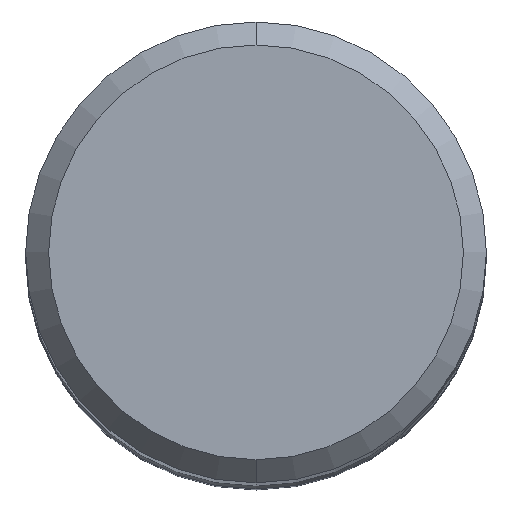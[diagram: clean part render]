
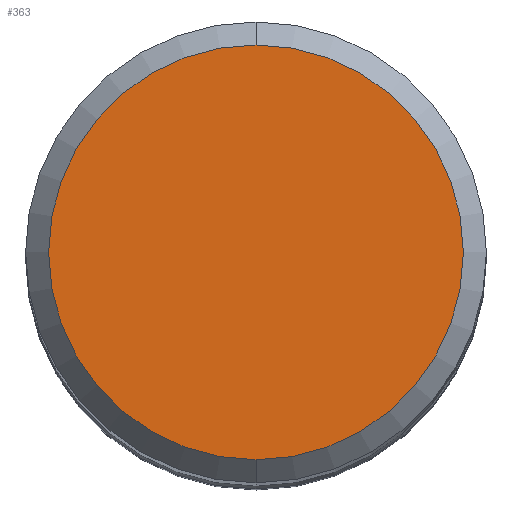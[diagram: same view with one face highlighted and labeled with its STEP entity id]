
A CAD part, top view. The second image highlights one B-rep face of the part: STEP entity #363.
In plain terms, the highlighted planar face has unit normal (0, 0, 1).
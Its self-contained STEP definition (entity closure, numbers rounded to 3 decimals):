
#207=VERTEX_POINT('',#531);
#229=EDGE_CURVE('',#207,#257,#556,.T.);
#257=VERTEX_POINT('',#587);
#363=ADVANCED_FACE('',(#702),#703,.T.);
#473=EDGE_CURVE('',#257,#207,#827,.T.);
#531=CARTESIAN_POINT('',(0.0,5.4,0.0));
#556=CIRCLE('',#959,5.4);
#587=CARTESIAN_POINT('',(0.,-5.4,0.0));
#702=FACE_OUTER_BOUND('',#1288,.T.);
#703=PLANE('',#1289);
#827=CIRCLE('',#1537,5.4);
#959=AXIS2_PLACEMENT_3D('',#1625,#1626,#1627);
#1288=EDGE_LOOP('',(#1793,#1794));
#1289=AXIS2_PLACEMENT_3D('',#1795,#1796,#1797);
#1537=AXIS2_PLACEMENT_3D('',#1946,#1947,#1948);
#1625=CARTESIAN_POINT('',(0.0,0.0,0.0));
#1626=DIRECTION('',(0.0,0.0,-1.0));
#1627=DIRECTION('',(0.0,1.0,0.0));
#1793=ORIENTED_EDGE('',*,*,#229,.F.);
#1794=ORIENTED_EDGE('',*,*,#473,.F.);
#1795=CARTESIAN_POINT('',(0.0,2.7,0.0));
#1796=DIRECTION('',(-0.0,0.0,1.0));
#1797=DIRECTION('',(0.0,-1.0,0.0));
#1946=CARTESIAN_POINT('',(0.0,0.0,0.0));
#1947=DIRECTION('',(0.0,0.0,-1.0));
#1948=DIRECTION('',(0.0,1.0,0.0));
